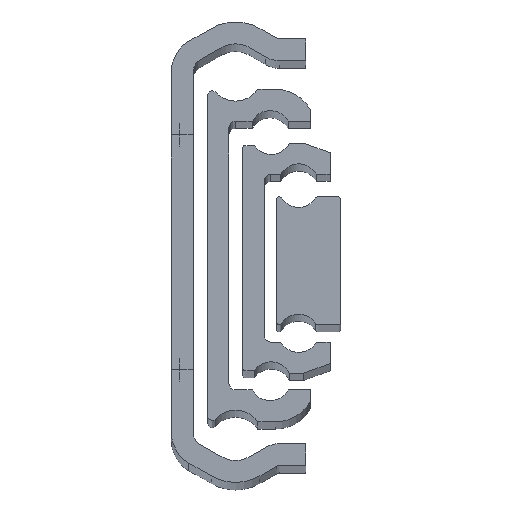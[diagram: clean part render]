
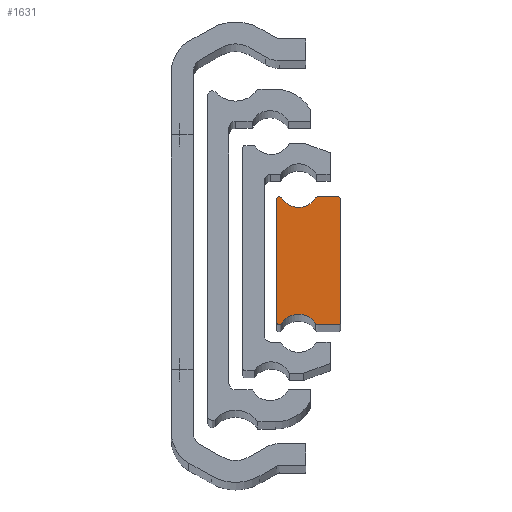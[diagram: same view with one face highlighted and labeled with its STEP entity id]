
A CAD part, top view. The second image highlights one B-rep face of the part: STEP entity #1631.
In plain terms, the highlighted planar face has unit normal (0, 0, 1).
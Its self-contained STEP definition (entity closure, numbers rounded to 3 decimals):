
#113 = ORIENTED_EDGE ( 'NONE', *, *, #1519, .T. ) ;
#117 = ORIENTED_EDGE ( 'NONE', *, *, #1507, .T. ) ;
#120 = ORIENTED_EDGE ( 'NONE', *, *, #3508, .T. ) ;
#123 = EDGE_LOOP ( 'NONE', ( #183, #220, #191, #185, #181, #182, #120, #117, #113, #224, #229, #891, #915, #920, #885, #908 ) ) ;
#181 = ORIENTED_EDGE ( 'NONE', *, *, #1487, .T. ) ;
#182 = ORIENTED_EDGE ( 'NONE', *, *, #1529, .T. ) ;
#183 = ORIENTED_EDGE ( 'NONE', *, *, #1535, .T. ) ;
#185 = ORIENTED_EDGE ( 'NONE', *, *, #1485, .T. ) ;
#191 = ORIENTED_EDGE ( 'NONE', *, *, #1530, .T. ) ;
#220 = ORIENTED_EDGE ( 'NONE', *, *, #1518, .T. ) ;
#224 = ORIENTED_EDGE ( 'NONE', *, *, #3511, .T. ) ;
#229 = ORIENTED_EDGE ( 'NONE', *, *, #1498, .T. ) ;
#375 = CARTESIAN_POINT ( 'NONE',  ( 16.32, 9.5, 601.5 ) ) ;
#491 = CARTESIAN_POINT ( 'NONE',  ( 10.25, -9.3, 601.5 ) ) ;
#498 = CARTESIAN_POINT ( 'NONE',  ( 19.45, -9.5, 601.5 ) ) ;
#532 = CARTESIAN_POINT ( 'NONE',  ( 10.25, 9.3, 601.5 ) ) ;
#533 = CARTESIAN_POINT ( 'NONE',  ( 16.32, -9.5, 601.5 ) ) ;
#566 = CARTESIAN_POINT ( 'NONE',  ( 19.45, 9.5, 601.5 ) ) ;
#595 = CARTESIAN_POINT ( 'NONE',  ( 19.75, -9.2, 601.5 ) ) ;
#614 = CARTESIAN_POINT ( 'NONE',  ( 19.75, 9.2, 601.5 ) ) ;
#624 = CARTESIAN_POINT ( 'NONE',  ( 10.68, 9.5, 601.5 ) ) ;
#670 = CARTESIAN_POINT ( 'NONE',  ( 10.45, 9.5, 601.5 ) ) ;
#682 = CARTESIAN_POINT ( 'NONE',  ( 16.067, 9.361, 601.5 ) ) ;
#710 = CARTESIAN_POINT ( 'NONE',  ( 10.68, -9.5, 601.5 ) ) ;
#732 = CARTESIAN_POINT ( 'NONE',  ( 10.45, -9.5, 601.5 ) ) ;
#753 = CARTESIAN_POINT ( 'NONE',  ( 16.067, -9.361, 601.5 ) ) ;
#756 = CARTESIAN_POINT ( 'NONE',  ( 10.933, -9.361, 601.5 ) ) ;
#787 = CARTESIAN_POINT ( 'NONE',  ( 10.933, 9.361, 601.5 ) ) ;
#885 = ORIENTED_EDGE ( 'NONE', *, *, #1520, .T. ) ;
#891 = ORIENTED_EDGE ( 'NONE', *, *, #1464, .T. ) ;
#908 = ORIENTED_EDGE ( 'NONE', *, *, #3509, .T. ) ;
#915 = ORIENTED_EDGE ( 'NONE', *, *, #1458, .T. ) ;
#920 = ORIENTED_EDGE ( 'NONE', *, *, #1503, .T. ) ;
#1061 = VERTEX_POINT ( 'NONE', #491 ) ;
#1081 = VERTEX_POINT ( 'NONE', #532 ) ;
#1082 = VERTEX_POINT ( 'NONE', #533 ) ;
#1106 = VERTEX_POINT ( 'NONE', #498 ) ;
#1108 = VERTEX_POINT ( 'NONE', #595 ) ;
#1113 = VERTEX_POINT ( 'NONE', #753 ) ;
#1136 = VERTEX_POINT ( 'NONE', #710 ) ;
#1137 = VERTEX_POINT ( 'NONE', #670 ) ;
#1147 = VERTEX_POINT ( 'NONE', #375 ) ;
#1153 = VERTEX_POINT ( 'NONE', #732 ) ;
#1158 = VERTEX_POINT ( 'NONE', #787 ) ;
#1160 = VERTEX_POINT ( 'NONE', #624 ) ;
#1177 = VERTEX_POINT ( 'NONE', #614 ) ;
#1205 = VERTEX_POINT ( 'NONE', #682 ) ;
#1208 = VERTEX_POINT ( 'NONE', #756 ) ;
#1227 = VERTEX_POINT ( 'NONE', #566 ) ;
#1458 = EDGE_CURVE ( 'NONE', #1113, #1082, #2552, .T. ) ;
#1464 = EDGE_CURVE ( 'NONE', #1208, #1113, #2560, .T. ) ;
#1485 = EDGE_CURVE ( 'NONE', #1205, #1158, #2591, .T. ) ;
#1487 = EDGE_CURVE ( 'NONE', #1158, #1160, #2593, .T. ) ;
#1498 = EDGE_CURVE ( 'NONE', #1136, #1208, #2612, .T. ) ;
#1503 = EDGE_CURVE ( 'NONE', #1082, #1106, #2619, .T. ) ;
#1507 = EDGE_CURVE ( 'NONE', #1081, #1061, #2626, .T. ) ;
#1518 = EDGE_CURVE ( 'NONE', #1227, #1147, #2639, .T. ) ;
#1519 = EDGE_CURVE ( 'NONE', #1061, #1153, #2646, .T. ) ;
#1520 = EDGE_CURVE ( 'NONE', #1106, #1108, #2648, .T. ) ;
#1529 = EDGE_CURVE ( 'NONE', #1160, #1137, #2657, .T. ) ;
#1530 = EDGE_CURVE ( 'NONE', #1147, #1205, #2660, .T. ) ;
#1535 = EDGE_CURVE ( 'NONE', #1177, #1227, #2670, .T. ) ;
#1631 = ADVANCED_FACE ( 'NONE', ( #2834 ), #3892, .T. ) ;
#2552 = CIRCLE ( 'NONE', #3627, 0.3 ) ;
#2560 = CIRCLE ( 'NONE', #3630, 3.04 ) ;
#2591 = CIRCLE ( 'NONE', #3640, 3.04 ) ;
#2593 = CIRCLE ( 'NONE', #3642, 0.3 ) ;
#2610 = VECTOR ( 'NONE', #3179, 1000. ) ;
#2612 = CIRCLE ( 'NONE', #3641, 0.3 ) ;
#2619 = LINE ( 'NONE', #3168, #2620 ) ;
#2620 = VECTOR ( 'NONE', #3169, 1000. ) ;
#2626 = LINE ( 'NONE', #3170, #2610 ) ;
#2639 = LINE ( 'NONE', #3198, #2644 ) ;
#2644 = VECTOR ( 'NONE', #3204, 1000. ) ;
#2646 = CIRCLE ( 'NONE', #3653, 0.2 ) ;
#2648 = CIRCLE ( 'NONE', #3652, 0.3 ) ;
#2657 = LINE ( 'NONE', #3219, #2659 ) ;
#2659 = VECTOR ( 'NONE', #3232, 1000. ) ;
#2660 = CIRCLE ( 'NONE', #3658, 0.3 ) ;
#2670 = CIRCLE ( 'NONE', #3663, 0.3 ) ;
#2834 = FACE_OUTER_BOUND ( 'NONE', #123, .T. ) ;
#3056 = CARTESIAN_POINT ( 'NONE',  ( 16.32, -9.2, 601.5 ) ) ;
#3057 = DIRECTION ( 'NONE',  ( 0., 0., 1. ) ) ;
#3058 = DIRECTION ( 'NONE',  ( 1., 0., 0. ) ) ;
#3061 = CARTESIAN_POINT ( 'NONE',  ( 13.5, -10.99, 601.5 ) ) ;
#3073 = DIRECTION ( 'NONE',  ( 0., 0., -1. ) ) ;
#3074 = DIRECTION ( 'NONE',  ( 1., 0., 0. ) ) ;
#3124 = CARTESIAN_POINT ( 'NONE',  ( 13.5, 10.99, 601.5 ) ) ;
#3125 = DIRECTION ( 'NONE',  ( 0., 0., -1. ) ) ;
#3126 = DIRECTION ( 'NONE',  ( 1., 0., 0. ) ) ;
#3130 = CARTESIAN_POINT ( 'NONE',  ( 10.68, 9.2, 601.5 ) ) ;
#3131 = DIRECTION ( 'NONE',  ( 0., 0., 1. ) ) ;
#3132 = DIRECTION ( 'NONE',  ( 1., 0., 0. ) ) ;
#3151 = CARTESIAN_POINT ( 'NONE',  ( 10.68, -9.2, 601.5 ) ) ;
#3157 = DIRECTION ( 'NONE',  ( 0., 0., 1. ) ) ;
#3158 = DIRECTION ( 'NONE',  ( 1., 0., 0. ) ) ;
#3168 = CARTESIAN_POINT ( 'NONE',  ( 16.32, -9.5, 601.5 ) ) ;
#3169 = DIRECTION ( 'NONE',  ( 1., 0., 0. ) ) ;
#3170 = CARTESIAN_POINT ( 'NONE',  ( 10.25, 9.3, 601.5 ) ) ;
#3179 = DIRECTION ( 'NONE',  ( 0., -1., 0. ) ) ;
#3198 = CARTESIAN_POINT ( 'NONE',  ( 19.45, 9.5, 601.5 ) ) ;
#3200 = CARTESIAN_POINT ( 'NONE',  ( 19.45, -9.2, 601.5 ) ) ;
#3203 = CARTESIAN_POINT ( 'NONE',  ( 10.45, -9.3, 601.5 ) ) ;
#3204 = DIRECTION ( 'NONE',  ( -1., 0., 0. ) ) ;
#3206 = DIRECTION ( 'NONE',  ( 0., 0., 1. ) ) ;
#3207 = DIRECTION ( 'NONE',  ( 1., 0., 0. ) ) ;
#3209 = DIRECTION ( 'NONE',  ( 0., 0., 1. ) ) ;
#3210 = DIRECTION ( 'NONE',  ( 1., 0., 0. ) ) ;
#3219 = CARTESIAN_POINT ( 'NONE',  ( 10.68, 9.5, 601.5 ) ) ;
#3231 = CARTESIAN_POINT ( 'NONE',  ( 16.32, 9.2, 601.5 ) ) ;
#3232 = DIRECTION ( 'NONE',  ( -1., 0., 0. ) ) ;
#3234 = DIRECTION ( 'NONE',  ( 0., 0., 1. ) ) ;
#3235 = DIRECTION ( 'NONE',  ( 1., 0., 0. ) ) ;
#3242 = CARTESIAN_POINT ( 'NONE',  ( 19.45, 9.2, 601.5 ) ) ;
#3248 = DIRECTION ( 'NONE',  ( 0., 0., 1. ) ) ;
#3249 = DIRECTION ( 'NONE',  ( 1., 0., 0. ) ) ;
#3508 = EDGE_CURVE ( 'NONE', #1137, #1081, #4247, .T. ) ;
#3509 = EDGE_CURVE ( 'NONE', #1108, #1177, #4235, .T. ) ;
#3511 = EDGE_CURVE ( 'NONE', #1153, #1136, #4250, .T. ) ;
#3627 = AXIS2_PLACEMENT_3D ( 'NONE', #3056, #3057, #3058 ) ;
#3630 = AXIS2_PLACEMENT_3D ( 'NONE', #3061, #3073, #3074 ) ;
#3640 = AXIS2_PLACEMENT_3D ( 'NONE', #3124, #3125, #3126 ) ;
#3641 = AXIS2_PLACEMENT_3D ( 'NONE', #3151, #3157, #3158 ) ;
#3642 = AXIS2_PLACEMENT_3D ( 'NONE', #3130, #3131, #3132 ) ;
#3652 = AXIS2_PLACEMENT_3D ( 'NONE', #3200, #3209, #3210 ) ;
#3653 = AXIS2_PLACEMENT_3D ( 'NONE', #3203, #3206, #3207 ) ;
#3658 = AXIS2_PLACEMENT_3D ( 'NONE', #3231, #3234, #3235 ) ;
#3663 = AXIS2_PLACEMENT_3D ( 'NONE', #3242, #3248, #3249 ) ;
#3666 = AXIS2_PLACEMENT_3D ( 'NONE', #4043, #4051, #4052 ) ;
#3753 = AXIS2_PLACEMENT_3D ( 'NONE', #3891, #3894, #3895 ) ;
#3891 = CARTESIAN_POINT ( 'NONE',  ( 19.45, 9.2, 601.5 ) ) ;
#3892 = PLANE ( 'NONE',  #3753 ) ;
#3894 = DIRECTION ( 'NONE',  ( 0., 0., 1. ) ) ;
#3895 = DIRECTION ( 'NONE',  ( 1., 0., 0. ) ) ;
#4043 = CARTESIAN_POINT ( 'NONE',  ( 10.45, 9.3, 601.5 ) ) ;
#4051 = DIRECTION ( 'NONE',  ( 0., 0., 1. ) ) ;
#4052 = DIRECTION ( 'NONE',  ( 1., 0., 0. ) ) ;
#4053 = CARTESIAN_POINT ( 'NONE',  ( 19.75, -9.2, 601.5 ) ) ;
#4054 = DIRECTION ( 'NONE',  ( 0., 1., 0. ) ) ;
#4057 = CARTESIAN_POINT ( 'NONE',  ( 10.45, -9.5, 601.5 ) ) ;
#4058 = DIRECTION ( 'NONE',  ( 1., 0., 0. ) ) ;
#4235 = LINE ( 'NONE', #4053, #4238 ) ;
#4238 = VECTOR ( 'NONE', #4054, 1000. ) ;
#4247 = CIRCLE ( 'NONE', #3666, 0.2 ) ;
#4250 = LINE ( 'NONE', #4057, #4251 ) ;
#4251 = VECTOR ( 'NONE', #4058, 1000. ) ;
